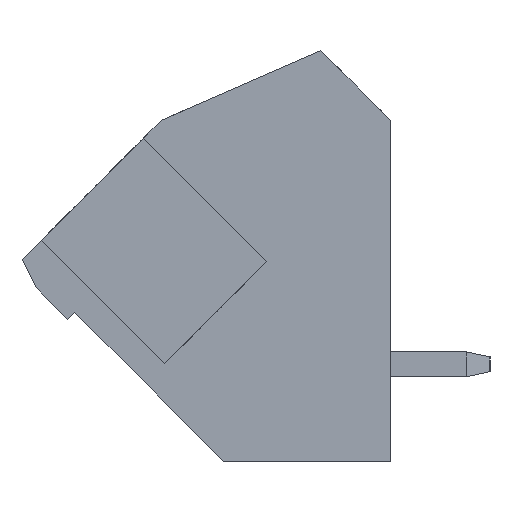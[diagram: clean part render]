
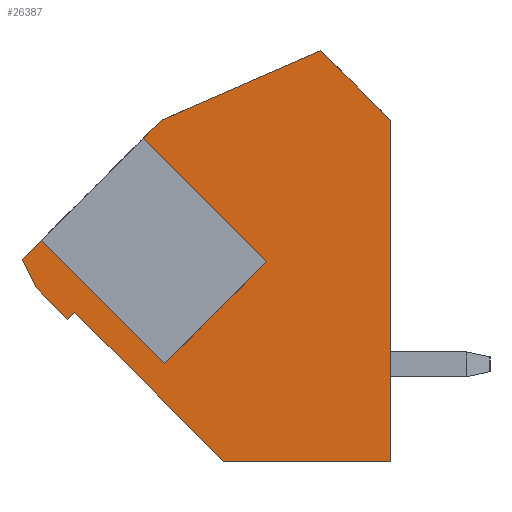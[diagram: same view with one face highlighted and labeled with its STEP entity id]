
A CAD part, left-side view. The second image highlights one B-rep face of the part: STEP entity #26387.
In plain terms, the highlighted planar face has unit normal (-1, 0, 0).
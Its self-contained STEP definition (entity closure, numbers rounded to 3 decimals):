
#125 = CARTESIAN_POINT ( 'NONE',  ( 0., 4.971, 8.029 ) ) ;
#250 = LINE ( 'NONE', #29243, #33956 ) ;
#1211 = LINE ( 'NONE', #17091, #14632 ) ;
#1315 = EDGE_LOOP ( 'NONE', ( #37232, #41955, #20261, #29582, #6064, #29275, #6785, #21264, #7792, #12886, #12341, #31637, #31990 ) ) ;
#1985 = EDGE_CURVE ( 'NONE', #18581, #13671, #4941, .T. ) ;
#2094 = CARTESIAN_POINT ( 'NONE',  ( 0., 12.679, 5.979 ) ) ;
#2632 = DIRECTION ( 'NONE',  ( 0., 0., 1. ) ) ;
#2703 = CARTESIAN_POINT ( 'NONE',  ( 0., 12.962, 5.696 ) ) ;
#3637 = CARTESIAN_POINT ( 'NONE',  ( 0., 12.962, 5.696 ) ) ;
#3787 = CARTESIAN_POINT ( 'NONE',  ( 0., 9.921, 12.979 ) ) ;
#4442 = DIRECTION ( 'NONE',  ( 0., 0.707, -0.707 ) ) ;
#4661 = VECTOR ( 'NONE', #26279, 1000. ) ;
#4892 = VERTEX_POINT ( 'NONE', #6460 ) ;
#4941 = LINE ( 'NONE', #24385, #10791 ) ;
#6064 = ORIENTED_EDGE ( 'NONE', *, *, #1985, .T. ) ;
#6460 = CARTESIAN_POINT ( 'NONE',  ( 0., 0., 0. ) ) ;
#6785 = ORIENTED_EDGE ( 'NONE', *, *, #16016, .T. ) ;
#7792 = ORIENTED_EDGE ( 'NONE', *, *, #32911, .T. ) ;
#7973 = CARTESIAN_POINT ( 'NONE',  ( 0., 0., 13.7 ) ) ;
#8413 = VERTEX_POINT ( 'NONE', #29844 ) ;
#10791 = VECTOR ( 'NONE', #40659, 1000. ) ;
#11464 = VERTEX_POINT ( 'NONE', #38907 ) ;
#11604 = PLANE ( 'NONE',  #22075 ) ;
#12341 = ORIENTED_EDGE ( 'NONE', *, *, #34214, .T. ) ;
#12886 = ORIENTED_EDGE ( 'NONE', *, *, #16844, .T. ) ;
#13671 = VERTEX_POINT ( 'NONE', #38963 ) ;
#13866 = VECTOR ( 'NONE', #25288, 1000. ) ;
#14055 = EDGE_CURVE ( 'NONE', #17107, #35996, #16024, .T. ) ;
#14067 = DIRECTION ( 'NONE',  ( 0., -0.707, 0.707 ) ) ;
#14632 = VECTOR ( 'NONE', #14067, 1000. ) ;
#14959 = LINE ( 'NONE', #15368, #40690 ) ;
#15032 = VERTEX_POINT ( 'NONE', #2094 ) ;
#15202 = VERTEX_POINT ( 'NONE', #24109 ) ;
#15368 = CARTESIAN_POINT ( 'NONE',  ( 0., 9.072, 3.928 ) ) ;
#16016 = EDGE_CURVE ( 'NONE', #29331, #15032, #17322, .T. ) ;
#16024 = LINE ( 'NONE', #125, #32351 ) ;
#16489 = EDGE_CURVE ( 'NONE', #15202, #18581, #38511, .T. ) ;
#16844 = EDGE_CURVE ( 'NONE', #4892, #38008, #250, .T. ) ;
#17063 = EDGE_CURVE ( 'NONE', #13671, #29331, #23181, .T. ) ;
#17091 = CARTESIAN_POINT ( 'NONE',  ( 0., 9.072, 3.928 ) ) ;
#17107 = VERTEX_POINT ( 'NONE', #42471 ) ;
#17290 = VECTOR ( 'NONE', #42814, 1000. ) ;
#17322 = LINE ( 'NONE', #3637, #33191 ) ;
#18581 = VERTEX_POINT ( 'NONE', #31610 ) ;
#19270 = DIRECTION ( 'NONE',  ( 0., -0.707, -0.707 ) ) ;
#20261 = ORIENTED_EDGE ( 'NONE', *, *, #38917, .T. ) ;
#20628 = EDGE_CURVE ( 'NONE', #8413, #35996, #20857, .T. ) ;
#20857 = LINE ( 'NONE', #34060, #38286 ) ;
#21264 = ORIENTED_EDGE ( 'NONE', *, *, #27545, .T. ) ;
#21966 = LINE ( 'NONE', #41291, #33211 ) ;
#22075 = AXIS2_PLACEMENT_3D ( 'NONE', #41671, #35547, #28005 ) ;
#23181 = LINE ( 'NONE', #36396, #38775 ) ;
#23721 = LINE ( 'NONE', #36985, #17290 ) ;
#24109 = CARTESIAN_POINT ( 'NONE',  ( 0., 14.022, 8.878 ) ) ;
#24385 = CARTESIAN_POINT ( 'NONE',  ( 0., 14.8, 8.1 ) ) ;
#24560 = EDGE_CURVE ( 'NONE', #11464, #8413, #23721, .T. ) ;
#25182 = FACE_OUTER_BOUND ( 'NONE', #1315, .T. ) ;
#25288 = DIRECTION ( 'NONE',  ( 0., 0.707, -0.707 ) ) ;
#25643 = CARTESIAN_POINT ( 'NONE',  ( 0., 14.8, 0. ) ) ;
#25861 = CARTESIAN_POINT ( 'NONE',  ( 0., 9.072, 3.928 ) ) ;
#26279 = DIRECTION ( 'NONE',  ( 0., -1., 0. ) ) ;
#26387 = ADVANCED_FACE ( 'NONE', ( #25182 ), #11604, .F. ) ;
#27545 = EDGE_CURVE ( 'NONE', #15032, #39048, #21966, .T. ) ;
#28005 = DIRECTION ( 'NONE',  ( 0., 0., -1. ) ) ;
#29243 = CARTESIAN_POINT ( 'NONE',  ( 0., 0., 16.5 ) ) ;
#29275 = ORIENTED_EDGE ( 'NONE', *, *, #17063, .T. ) ;
#29331 = VERTEX_POINT ( 'NONE', #2703 ) ;
#29582 = ORIENTED_EDGE ( 'NONE', *, *, #16489, .T. ) ;
#29844 = CARTESIAN_POINT ( 'NONE',  ( 0., 9.2, 13.7 ) ) ;
#31610 = CARTESIAN_POINT ( 'NONE',  ( 0., 14.8, 8.1 ) ) ;
#31637 = ORIENTED_EDGE ( 'NONE', *, *, #24560, .T. ) ;
#31990 = ORIENTED_EDGE ( 'NONE', *, *, #20628, .T. ) ;
#32351 = VECTOR ( 'NONE', #42834, 1000. ) ;
#32911 = EDGE_CURVE ( 'NONE', #39048, #4892, #36042, .T. ) ;
#32938 = VERTEX_POINT ( 'NONE', #25861 ) ;
#33191 = VECTOR ( 'NONE', #42628, 1000. ) ;
#33211 = VECTOR ( 'NONE', #37827, 1000. ) ;
#33515 = DIRECTION ( 'NONE',  ( 0., 0.707, 0.707 ) ) ;
#33956 = VECTOR ( 'NONE', #2632, 1000. ) ;
#34060 = CARTESIAN_POINT ( 'NONE',  ( 0., 9.2, 13.7 ) ) ;
#34214 = EDGE_CURVE ( 'NONE', #38008, #11464, #37221, .T. ) ;
#34587 = DIRECTION ( 'NONE',  ( 0., 0.707, 0.707 ) ) ;
#35442 = CARTESIAN_POINT ( 'NONE',  ( 0., 9.2, 13.7 ) ) ;
#35547 = DIRECTION ( 'NONE',  ( 1., 0., 0. ) ) ;
#35996 = VERTEX_POINT ( 'NONE', #3787 ) ;
#36042 = LINE ( 'NONE', #25643, #4661 ) ;
#36396 = CARTESIAN_POINT ( 'NONE',  ( 0., 14.234, 6.969 ) ) ;
#36824 = VECTOR ( 'NONE', #33515, 1000. ) ;
#36985 = CARTESIAN_POINT ( 'NONE',  ( 0., 2.8, 16.5 ) ) ;
#36991 = CARTESIAN_POINT ( 'NONE',  ( 0., 6.7, 0. ) ) ;
#37221 = LINE ( 'NONE', #7973, #36824 ) ;
#37232 = ORIENTED_EDGE ( 'NONE', *, *, #14055, .F. ) ;
#37827 = DIRECTION ( 'NONE',  ( 0., -0.707, -0.707 ) ) ;
#38008 = VERTEX_POINT ( 'NONE', #41892 ) ;
#38242 = EDGE_CURVE ( 'NONE', #32938, #17107, #1211, .T. ) ;
#38286 = VECTOR ( 'NONE', #4442, 1000. ) ;
#38511 = LINE ( 'NONE', #35442, #13866 ) ;
#38775 = VECTOR ( 'NONE', #19270, 1000. ) ;
#38907 = CARTESIAN_POINT ( 'NONE',  ( 0., 2.8, 16.5 ) ) ;
#38917 = EDGE_CURVE ( 'NONE', #32938, #15202, #14959, .T. ) ;
#38963 = CARTESIAN_POINT ( 'NONE',  ( 0., 14.234, 6.969 ) ) ;
#39048 = VERTEX_POINT ( 'NONE', #36991 ) ;
#40659 = DIRECTION ( 'NONE',  ( 0., -0.447, -0.894 ) ) ;
#40690 = VECTOR ( 'NONE', #34587, 1000. ) ;
#41291 = CARTESIAN_POINT ( 'NONE',  ( 0., 6.7, 0. ) ) ;
#41671 = CARTESIAN_POINT ( 'NONE',  ( 0., 14.8, 16.5 ) ) ;
#41892 = CARTESIAN_POINT ( 'NONE',  ( 0., 0., 13.7 ) ) ;
#41955 = ORIENTED_EDGE ( 'NONE', *, *, #38242, .F. ) ;
#42471 = CARTESIAN_POINT ( 'NONE',  ( 0., 4.971, 8.029 ) ) ;
#42628 = DIRECTION ( 'NONE',  ( 0., -0.707, 0.707 ) ) ;
#42814 = DIRECTION ( 'NONE',  ( 0., 0.916, -0.401 ) ) ;
#42834 = DIRECTION ( 'NONE',  ( 0., 0.707, 0.707 ) ) ;
